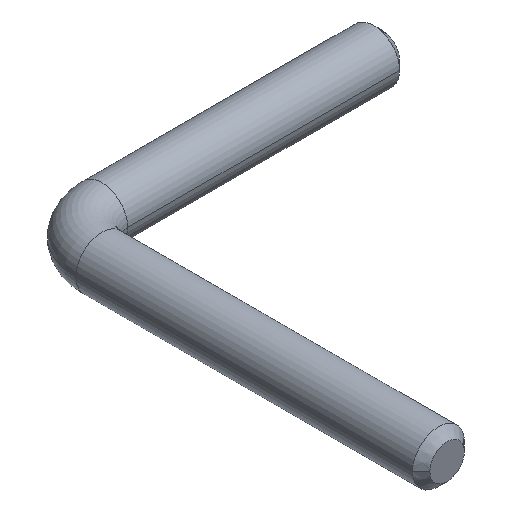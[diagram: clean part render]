
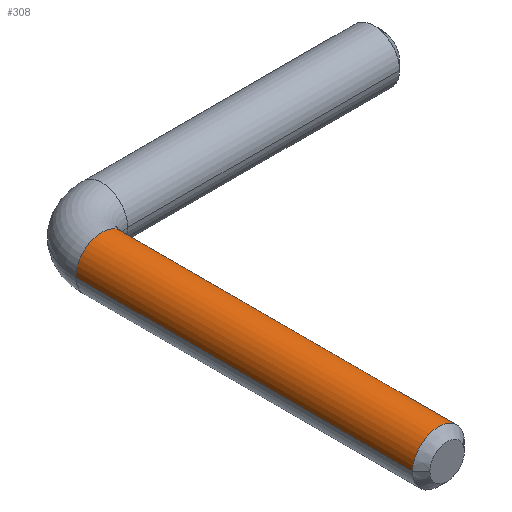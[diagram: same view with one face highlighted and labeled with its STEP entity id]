
A CAD part, isometric view. The second image highlights one B-rep face of the part: STEP entity #308.
In plain terms, the highlighted cylindrical face has radius 6 mm (diameter 12 mm), a partial arc.
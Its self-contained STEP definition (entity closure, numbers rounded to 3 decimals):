
#8 = EDGE_CURVE ( 'NONE', #219, #81, #285, .T. ) ;
#9 = AXIS2_PLACEMENT_3D ( 'NONE', #72, #296, #204 ) ;
#18 = AXIS2_PLACEMENT_3D ( 'NONE', #325, #82, #275 ) ;
#21 = LINE ( 'NONE', #209, #284 ) ;
#47 = CIRCLE ( 'NONE', #208, 6. ) ;
#66 = CARTESIAN_POINT ( 'NONE',  ( -6., 80., 0. ) ) ;
#72 = CARTESIAN_POINT ( 'NONE',  ( 0., 80., 0. ) ) ;
#81 = VERTEX_POINT ( 'NONE', #341 ) ;
#82 = DIRECTION ( 'NONE',  ( 0., -1., 0. ) ) ;
#86 = DIRECTION ( 'NONE',  ( -1., 0., 0. ) ) ;
#88 = VERTEX_POINT ( 'NONE', #66 ) ;
#112 = ORIENTED_EDGE ( 'NONE', *, *, #327, .T. ) ;
#124 = CARTESIAN_POINT ( 'NONE',  ( -6., 2., 0. ) ) ;
#126 = DIRECTION ( 'NONE',  ( 0., -1., 0. ) ) ;
#149 = EDGE_CURVE ( 'NONE', #88, #219, #294, .T. ) ;
#164 = EDGE_LOOP ( 'NONE', ( #250, #326, #112, #306 ) ) ;
#173 = VECTOR ( 'NONE', #230, 1000. ) ;
#175 = EDGE_CURVE ( 'NONE', #88, #252, #21, .T. ) ;
#189 = FACE_OUTER_BOUND ( 'NONE', #164, .T. ) ;
#191 = CYLINDRICAL_SURFACE ( 'NONE', #18, 6. ) ;
#204 = DIRECTION ( 'NONE',  ( -1., 0., 0. ) ) ;
#208 = AXIS2_PLACEMENT_3D ( 'NONE', #241, #322, #86 ) ;
#209 = CARTESIAN_POINT ( 'NONE',  ( -6., 80., 0. ) ) ;
#219 = VERTEX_POINT ( 'NONE', #267 ) ;
#230 = DIRECTION ( 'NONE',  ( 0., -1., 0. ) ) ;
#241 = CARTESIAN_POINT ( 'NONE',  ( 0., 2., 0. ) ) ;
#250 = ORIENTED_EDGE ( 'NONE', *, *, #149, .F. ) ;
#252 = VERTEX_POINT ( 'NONE', #124 ) ;
#267 = CARTESIAN_POINT ( 'NONE',  ( 6., 80., 0. ) ) ;
#275 = DIRECTION ( 'NONE',  ( 1., 0., 0. ) ) ;
#284 = VECTOR ( 'NONE', #126, 1000. ) ;
#285 = LINE ( 'NONE', #312, #173 ) ;
#294 = CIRCLE ( 'NONE', #9, 6. ) ;
#296 = DIRECTION ( 'NONE',  ( 0., 1., 0. ) ) ;
#306 = ORIENTED_EDGE ( 'NONE', *, *, #8, .F. ) ;
#308 = ADVANCED_FACE ( 'NONE', ( #189 ), #191, .T. ) ;
#312 = CARTESIAN_POINT ( 'NONE',  ( 6., 80., 0. ) ) ;
#322 = DIRECTION ( 'NONE',  ( 0., 1., 0. ) ) ;
#325 = CARTESIAN_POINT ( 'NONE',  ( 0., 80., 0. ) ) ;
#326 = ORIENTED_EDGE ( 'NONE', *, *, #175, .T. ) ;
#327 = EDGE_CURVE ( 'NONE', #252, #81, #47, .T. ) ;
#341 = CARTESIAN_POINT ( 'NONE',  ( 6., 2., 0. ) ) ;
